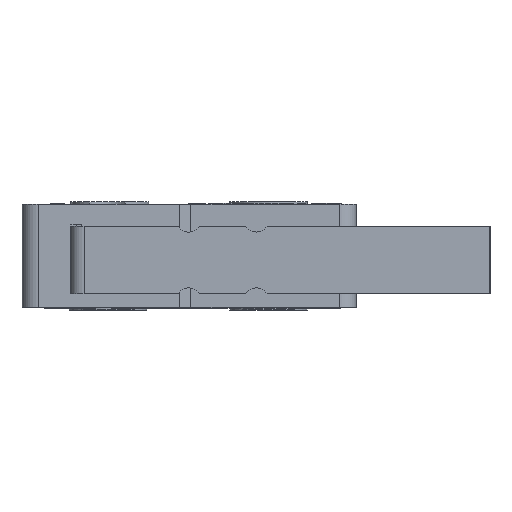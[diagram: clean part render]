
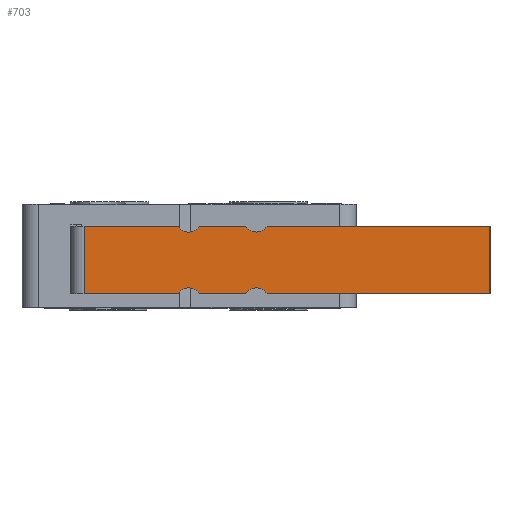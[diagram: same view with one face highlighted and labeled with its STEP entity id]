
A CAD part, top view. The second image highlights one B-rep face of the part: STEP entity #703.
In plain terms, the highlighted planar face has unit normal (-0.013, 0, 1).
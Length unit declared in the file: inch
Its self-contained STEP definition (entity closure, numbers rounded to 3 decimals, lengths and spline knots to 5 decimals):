
#203=CARTESIAN_POINT('',(0.163,-0.20866,0.34755));
#204=VERTEX_POINT('',#203);
#211=CARTESIAN_POINT('',(-0.0561,-0.20866,0.34473));
#212=VERTEX_POINT('',#211);
#213=CARTESIAN_POINT('',(-0.0561,-0.20866,0.34473));
#214=DIRECTION('',(1.,0.,0.013));
#215=VECTOR('',#214,0.21912);
#216=LINE('',#213,#215);
#217=EDGE_CURVE('',#212,#204,#216,.T.);
#409=CARTESIAN_POINT('',(0.37042,-0.05118,0.35021));
#410=VERTEX_POINT('',#409);
#426=CARTESIAN_POINT('',(0.32047,-0.05118,0.34957));
#427=VERTEX_POINT('',#426);
#434=CARTESIAN_POINT('',(0.34544,-0.03543,0.34989));
#435=DIRECTION('',(0.013,0.0,-1.));
#436=DIRECTION('',(-1.,0.,-0.013));
#437=AXIS2_PLACEMENT_3D('',#434,#435,#436);
#438=CIRCLE('',#437,0.02953);
#439=EDGE_CURVE('',#410,#427,#438,.T.);
#451=CARTESIAN_POINT('',(0.21295,-0.05118,0.34819));
#452=VERTEX_POINT('',#451);
#468=CARTESIAN_POINT('',(0.163,-0.05118,0.34755));
#469=VERTEX_POINT('',#468);
#476=CARTESIAN_POINT('',(0.18798,-0.03543,0.34787));
#477=DIRECTION('',(0.013,0.0,-1.));
#478=DIRECTION('',(-1.,0.,-0.013));
#479=AXIS2_PLACEMENT_3D('',#476,#477,#478);
#480=CIRCLE('',#479,0.02953);
#481=EDGE_CURVE('',#452,#469,#480,.T.);
#491=CARTESIAN_POINT('',(0.21295,-0.20866,0.34819));
#492=VERTEX_POINT('',#491);
#501=CARTESIAN_POINT('',(0.18798,-0.22441,0.34787));
#502=DIRECTION('',(0.013,0.0,-1.));
#503=DIRECTION('',(-1.,0.,-0.013));
#504=AXIS2_PLACEMENT_3D('',#501,#502,#503);
#505=CIRCLE('',#504,0.02953);
#506=EDGE_CURVE('',#204,#492,#505,.T.);
#524=CARTESIAN_POINT('',(0.37042,-0.20866,0.35021));
#525=VERTEX_POINT('',#524);
#534=CARTESIAN_POINT('',(0.32047,-0.20866,0.34957));
#535=VERTEX_POINT('',#534);
#536=CARTESIAN_POINT('',(0.34544,-0.22441,0.34989));
#537=DIRECTION('',(0.013,0.0,-1.));
#538=DIRECTION('',(-1.,0.,-0.013));
#539=AXIS2_PLACEMENT_3D('',#536,#537,#538);
#540=CIRCLE('',#539,0.02953);
#541=EDGE_CURVE('',#535,#525,#540,.T.);
#575=CARTESIAN_POINT('',(-0.0561,-0.05118,0.34473));
#576=VERTEX_POINT('',#575);
#584=CARTESIAN_POINT('',(0.163,-0.05118,0.34755));
#585=DIRECTION('',(-1.,0.,-0.013));
#586=VECTOR('',#585,0.21912);
#587=LINE('',#584,#586);
#588=EDGE_CURVE('',#469,#576,#587,.T.);
#646=CARTESIAN_POINT('',(0.32047,-0.05118,0.34957));
#647=DIRECTION('',(-1.,0.,-0.013));
#648=VECTOR('',#647,0.10753);
#649=LINE('',#646,#648);
#650=EDGE_CURVE('',#427,#452,#649,.T.);
#655=CARTESIAN_POINT('',(-0.1034,-0.21654,0.34413));
#656=DIRECTION('',(-0.013,0.0,1.));
#657=DIRECTION('',(1.,0.0,0.013));
#658=AXIS2_PLACEMENT_3D('',#655,#656,#657);
#659=PLANE('',#658);
#660=ORIENTED_EDGE('',*,*,#439,.T.);
#661=ORIENTED_EDGE('',*,*,#650,.T.);
#662=ORIENTED_EDGE('',*,*,#481,.T.);
#663=ORIENTED_EDGE('',*,*,#588,.T.);
#664=CARTESIAN_POINT('',(-0.0561,-0.20866,0.34473));
#665=DIRECTION('',(0.0,1.0,0.0));
#666=VECTOR('',#665,0.15748);
#667=LINE('',#664,#666);
#668=EDGE_CURVE('',#212,#576,#667,.T.);
#669=ORIENTED_EDGE('',*,*,#668,.F.);
#670=ORIENTED_EDGE('',*,*,#217,.T.);
#671=ORIENTED_EDGE('',*,*,#506,.T.);
#672=CARTESIAN_POINT('',(0.21295,-0.20866,0.34819));
#673=DIRECTION('',(1.,0.,0.013));
#674=VECTOR('',#673,0.10753);
#675=LINE('',#672,#674);
#676=EDGE_CURVE('',#492,#535,#675,.T.);
#677=ORIENTED_EDGE('',*,*,#676,.T.);
#678=ORIENTED_EDGE('',*,*,#541,.T.);
#679=CARTESIAN_POINT('',(0.88989,-0.20866,0.35688));
#680=VERTEX_POINT('',#679);
#681=CARTESIAN_POINT('',(0.37042,-0.20866,0.35021));
#682=DIRECTION('',(1.,0.,0.013));
#683=VECTOR('',#682,0.51951);
#684=LINE('',#681,#683);
#685=EDGE_CURVE('',#525,#680,#684,.T.);
#686=ORIENTED_EDGE('',*,*,#685,.T.);
#687=CARTESIAN_POINT('',(0.88989,-0.05118,0.35688));
#688=VERTEX_POINT('',#687);
#689=CARTESIAN_POINT('',(0.88989,-0.05118,0.35688));
#690=DIRECTION('',(0.0,-1.0,0.0));
#691=VECTOR('',#690,0.15748);
#692=LINE('',#689,#691);
#693=EDGE_CURVE('',#688,#680,#692,.T.);
#694=ORIENTED_EDGE('',*,*,#693,.F.);
#695=CARTESIAN_POINT('',(0.88989,-0.05118,0.35688));
#696=DIRECTION('',(-1.,0.,-0.013));
#697=VECTOR('',#696,0.51951);
#698=LINE('',#695,#697);
#699=EDGE_CURVE('',#688,#410,#698,.T.);
#700=ORIENTED_EDGE('',*,*,#699,.T.);
#701=EDGE_LOOP('',(#660,#661,#662,#663,#669,#670,#671,#677,#678,#686,#694,#700));
#702=FACE_OUTER_BOUND('',#701,.T.);
#703=ADVANCED_FACE('',(#702),#659,.T.);
